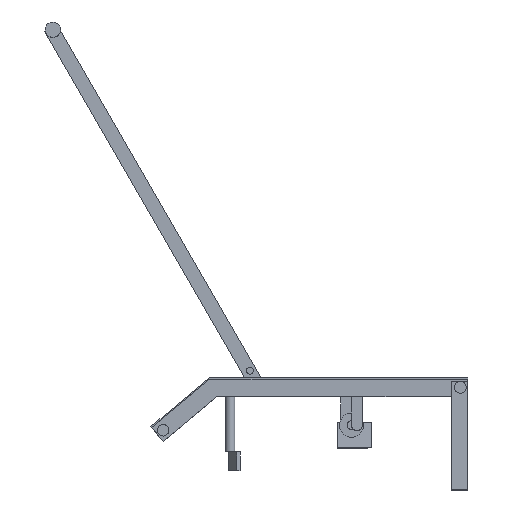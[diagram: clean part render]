
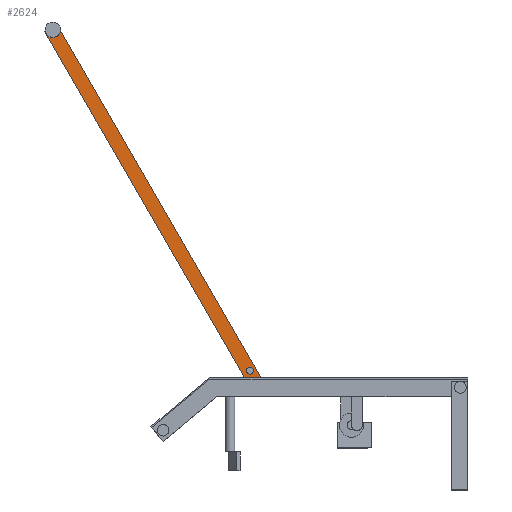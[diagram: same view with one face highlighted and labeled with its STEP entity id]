
A CAD part, top view. The second image highlights one B-rep face of the part: STEP entity #2624.
In plain terms, the highlighted planar face has unit normal (0, 0, 1).
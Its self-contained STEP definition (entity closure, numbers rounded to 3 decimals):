
#120=CARTESIAN_POINT('',(-371.029,45.842,20.316));
#121=VERTEX_POINT('',#120);
#122=CARTESIAN_POINT('',(-380.549,45.842,20.316));
#123=DIRECTION('',(-0.0,0.0,-1.0));
#124=DIRECTION('',(-1.0,-0.0,0.0));
#125=AXIS2_PLACEMENT_3D('',#122,#123,#124);
#126=CIRCLE('',#125,9.52);
#127=EDGE_CURVE('n� 127',#121,#121,#126,.T.);
#182=CARTESIAN_POINT('',(-901.299,979.498,20.316));
#183=VERTEX_POINT('',#182);
#184=CARTESIAN_POINT('',(-943.132,979.498,20.316));
#185=VERTEX_POINT('',#184);
#186=CARTESIAN_POINT('',(-922.215,983.04,20.316));
#187=DIRECTION('',(-0.0,0.0,-1.0));
#188=DIRECTION('',(-1.0,-0.0,0.0));
#189=AXIS2_PLACEMENT_3D('',#186,#187,#188);
#190=CIRCLE('',#189,21.214);
#191=EDGE_CURVE('n� 166',#183,#185,#190,.T.);
#668=CARTESIAN_POINT('',(-899.942,979.498,20.316));
#669=VERTEX_POINT('',#668);
#670=CARTESIAN_POINT('',(-899.942,979.498,20.316));
#671=DIRECTION('',(1.0,0.0,0.0));
#672=VECTOR('',#671,1.0);
#673=LINE('',#670,#672);
#674=EDGE_CURVE('n� 261',#183,#669,#673,.T.);
#2542=CARTESIAN_POINT('',(-349.942,26.87,20.316));
#2543=VERTEX_POINT('',#2542);
#2550=CARTESIAN_POINT('',(-395.119,26.87,20.316));
#2551=VERTEX_POINT('',#2550);
#2552=CARTESIAN_POINT('',(-88.55,26.87,20.316));
#2553=DIRECTION('',(-1.0,-0.0,0.0));
#2554=VECTOR('',#2553,1.0);
#2555=LINE('',#2552,#2554);
#2556=EDGE_CURVE('n� 393',#2543,#2551,#2555,.T.);
#2582=CARTESIAN_POINT('',(-349.942,26.87,20.316));
#2583=DIRECTION('',(-0.5,0.866,0.0));
#2584=VECTOR('',#2583,1.0);
#2585=LINE('',#2582,#2584);
#2586=EDGE_CURVE('n� 326',#2543,#669,#2585,.T.);
#2596=ORIENTED_EDGE('n� 126',*,*,#127,.T.);
#2597=EDGE_LOOP('',(#2596));
#2598=FACE_BOUND('',#2597,.T.);
#2599=ORIENTED_EDGE('n� 165',*,*,#191,.T.);
#2600=CARTESIAN_POINT('',(-945.119,979.498,20.316));
#2601=VERTEX_POINT('',#2600);
#2602=CARTESIAN_POINT('',(-899.942,979.498,20.316));
#2603=DIRECTION('',(1.0,0.0,-0.0));
#2604=VECTOR('',#2603,1.0);
#2605=LINE('',#2602,#2604);
#2606=EDGE_CURVE('n� 259',#2601,#185,#2605,.T.);
#2607=ORIENTED_EDGE('n� 203',*,*,#2606,.F.);
#2608=CARTESIAN_POINT('',(-395.119,26.87,20.316));
#2609=DIRECTION('',(-0.5,0.866,0.0));
#2610=VECTOR('',#2609,1.0);
#2611=LINE('',#2608,#2610);
#2612=EDGE_CURVE('n� 321',#2551,#2601,#2611,.T.);
#2613=ORIENTED_EDGE('n� 258',*,*,#2612,.F.);
#2614=ORIENTED_EDGE('n� 319',*,*,#2556,.F.);
#2615=ORIENTED_EDGE('n� 260',*,*,#2586,.T.);
#2616=ORIENTED_EDGE('n� 204',*,*,#674,.F.);
#2617=EDGE_LOOP('',(#2599,#2607,#2613,#2614,#2615,#2616));
#2618=FACE_OUTER_BOUND('',#2617,.T.);
#2619=CARTESIAN_POINT('',(-395.119,26.87,20.316));
#2620=DIRECTION('',(0.0,-0.0,1.0));
#2621=DIRECTION('',(1.0,0.0,-0.0));
#2622=AXIS2_PLACEMENT_3D('',#2619,#2620,#2621);
#2623=PLANE('',#2622);
#2624=ADVANCED_FACE('n� 178',(#2598,#2618),#2623,.T.);
